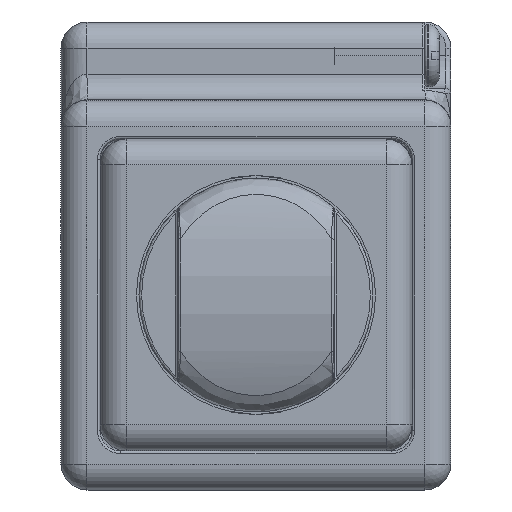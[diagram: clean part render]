
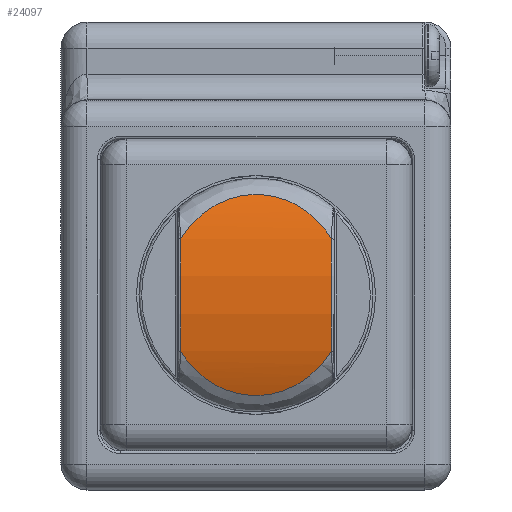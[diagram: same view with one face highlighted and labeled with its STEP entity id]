
A CAD part, front view. The second image highlights one B-rep face of the part: STEP entity #24097.
In plain terms, the highlighted cylindrical face has radius 10.625 mm (diameter 21.25 mm), a partial arc.
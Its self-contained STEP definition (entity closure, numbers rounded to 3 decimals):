
#20451=CARTESIAN_POINT('',(-2.9,-120.777,
2.163));
#20506=CARTESIAN_POINT('',(2.9,-120.777,
-2.163));
#20618=CARTESIAN_POINT('',(2.9,-110.375,0.));
#20619=DIRECTION('',(-1.,0.,0.));
#20620=DIRECTION('',(0.,-0.979,-0.204));
#20621=AXIS2_PLACEMENT_3D('',#20618,#20619,#20620);
#20623=CARTESIAN_POINT('',(2.9,-120.777,
-2.163));
#20624=CARTESIAN_POINT('',(2.835,-120.755,
-2.27));
#20625=CARTESIAN_POINT('',(2.696,-120.71,
-2.474));
#20626=CARTESIAN_POINT('',(2.462,-120.638,
-2.755));
#20627=CARTESIAN_POINT('',(2.206,-120.566,
-3.007));
#20628=CARTESIAN_POINT('',(1.934,-120.499,
-3.228));
#20629=CARTESIAN_POINT('',(1.649,-120.437,
-3.414));
#20630=CARTESIAN_POINT('',(1.356,-120.383,
-3.568));
#20631=CARTESIAN_POINT('',(1.058,-120.339,
-3.688));
#20632=CARTESIAN_POINT('',(0.757,-120.306,
-3.777));
#20633=CARTESIAN_POINT('',(0.455,-120.283,
-3.836));
#20634=CARTESIAN_POINT('',(0.152,-120.272,
-3.865));
#20635=CARTESIAN_POINT('',(-0.152,-120.272,
-3.865));
#20636=CARTESIAN_POINT('',(-0.455,-120.283,
-3.836));
#20637=CARTESIAN_POINT('',(-0.757,-120.306,
-3.777));
#20638=CARTESIAN_POINT('',(-1.058,-120.339,
-3.688));
#20639=CARTESIAN_POINT('',(-1.356,-120.383,
-3.568));
#20640=CARTESIAN_POINT('',(-1.649,-120.437,
-3.414));
#20641=CARTESIAN_POINT('',(-1.934,-120.499,
-3.228));
#20642=CARTESIAN_POINT('',(-2.206,-120.566,
-3.007));
#20643=CARTESIAN_POINT('',(-2.462,-120.638,
-2.755));
#20644=CARTESIAN_POINT('',(-2.696,-120.71,
-2.474));
#20645=CARTESIAN_POINT('',(-2.835,-120.755,
-2.27));
#20646=CARTESIAN_POINT('',(-2.9,-120.777,
-2.163));
#20648=CARTESIAN_POINT('',(-2.9,-110.375,0.));
#20649=DIRECTION('',(1.,0.,0.));
#20650=DIRECTION('',(0.,-0.979,0.204));
#20651=AXIS2_PLACEMENT_3D('',#20648,#20649,#20650);
#20653=CARTESIAN_POINT('',(-2.9,-120.777,
2.163));
#20654=CARTESIAN_POINT('',(-2.835,-120.755,
2.27));
#20655=CARTESIAN_POINT('',(-2.696,-120.71,
2.474));
#20656=CARTESIAN_POINT('',(-2.462,-120.638,
2.755));
#20657=CARTESIAN_POINT('',(-2.206,-120.566,
3.007));
#20658=CARTESIAN_POINT('',(-1.934,-120.499,
3.228));
#20659=CARTESIAN_POINT('',(-1.649,-120.437,
3.414));
#20660=CARTESIAN_POINT('',(-1.356,-120.383,
3.568));
#20661=CARTESIAN_POINT('',(-1.058,-120.339,
3.688));
#20662=CARTESIAN_POINT('',(-0.757,-120.306,
3.777));
#20663=CARTESIAN_POINT('',(-0.455,-120.283,
3.836));
#20664=CARTESIAN_POINT('',(-0.152,-120.272,
3.865));
#20665=CARTESIAN_POINT('',(0.152,-120.272,
3.865));
#20666=CARTESIAN_POINT('',(0.455,-120.283,
3.836));
#20667=CARTESIAN_POINT('',(0.757,-120.306,
3.777));
#20668=CARTESIAN_POINT('',(1.058,-120.339,
3.688));
#20669=CARTESIAN_POINT('',(1.356,-120.383,
3.568));
#20670=CARTESIAN_POINT('',(1.649,-120.437,
3.414));
#20671=CARTESIAN_POINT('',(1.934,-120.499,
3.228));
#20672=CARTESIAN_POINT('',(2.206,-120.566,
3.007));
#20673=CARTESIAN_POINT('',(2.462,-120.638,
2.755));
#20674=CARTESIAN_POINT('',(2.696,-120.71,
2.474));
#20675=CARTESIAN_POINT('',(2.835,-120.755,
2.27));
#20676=CARTESIAN_POINT('',(2.9,-120.777,
2.163));
#21106=VERTEX_POINT('',#20506);
#21108=CARTESIAN_POINT('',(2.9,-120.777,2.163));
#21109=VERTEX_POINT('',#21108);
#21112=VERTEX_POINT('',#20451);
#21114=CARTESIAN_POINT('',(-2.9,-120.777,-2.163));
#21115=VERTEX_POINT('',#21114);
#24085=CARTESIAN_POINT('',(-4.5,-110.375,0.));
#24086=DIRECTION('',(1.,0.,0.));
#24087=DIRECTION('',(0.,1.,0.));
#24088=AXIS2_PLACEMENT_3D('',#24085,#24086,#24087);
#24089=CYLINDRICAL_SURFACE('',#24088,10.625);
#24091=ORIENTED_EDGE('',*,*,#24090,.F.);
#24092=ORIENTED_EDGE('',*,*,#23910,.T.);
#24093=ORIENTED_EDGE('',*,*,#24077,.F.);
#24094=ORIENTED_EDGE('',*,*,#23565,.T.);
#24095=EDGE_LOOP('',(#24091,#24092,#24093,#24094));
#24096=FACE_OUTER_BOUND('',#24095,.F.);
#24097=ADVANCED_FACE('',(#24096),#24089,.T.);
#20622=CIRCLE('',#20621,10.625);
#20647=B_SPLINE_CURVE_WITH_KNOTS('',3,(#20623,#20624,#20625,#20626,#20627,
#20628,#20629,#20630,#20631,#20632,#20633,#20634,#20635,#20636,#20637,#20638,
#20639,#20640,#20641,#20642,#20643,#20644,#20645,#20646),.UNSPECIFIED.,.F.,.F.,(
4,1,1,1,1,1,1,1,1,1,1,1,1,1,1,1,1,1,1,1,1,4),(0.,0.048,
0.095,0.143,0.19,0.238,
0.286,0.333,0.381,0.429,
0.476,0.524,0.571,0.619,
0.667,0.714,0.762,0.81,
0.857,0.905,0.952,1.),.UNSPECIFIED.);
#20652=CIRCLE('',#20651,10.625);
#20677=B_SPLINE_CURVE_WITH_KNOTS('',3,(#20653,#20654,#20655,#20656,#20657,
#20658,#20659,#20660,#20661,#20662,#20663,#20664,#20665,#20666,#20667,#20668,
#20669,#20670,#20671,#20672,#20673,#20674,#20675,#20676),.UNSPECIFIED.,.F.,.F.,(
4,1,1,1,1,1,1,1,1,1,1,1,1,1,1,1,1,1,1,1,1,4),(0.,0.048,
0.095,0.143,0.19,0.238,
0.286,0.333,0.381,0.429,
0.476,0.524,0.571,0.619,
0.667,0.714,0.762,0.81,
0.857,0.905,0.952,1.),.UNSPECIFIED.);
#23565=EDGE_CURVE('',#21112,#21109,#20677,.T.);
#23910=EDGE_CURVE('',#21106,#21115,#20647,.T.);
#24077=EDGE_CURVE('',#21112,#21115,#20652,.T.);
#24090=EDGE_CURVE('',#21106,#21109,#20622,.T.);
